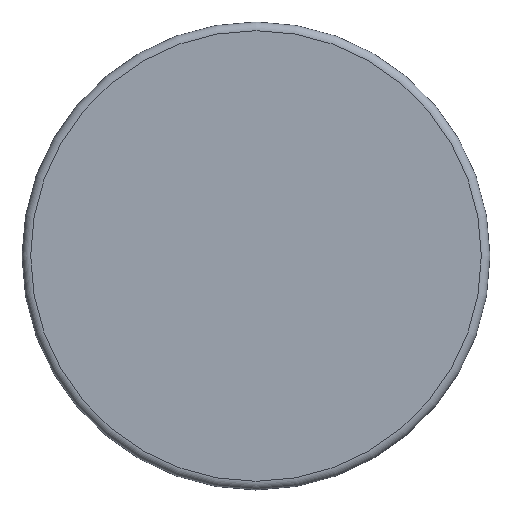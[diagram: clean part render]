
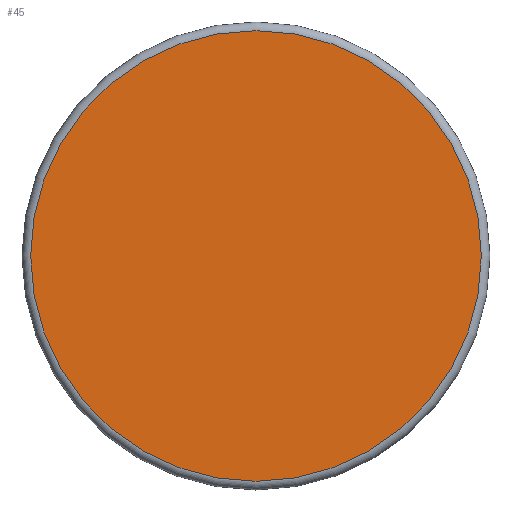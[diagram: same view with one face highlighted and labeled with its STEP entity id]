
A CAD part, top view. The second image highlights one B-rep face of the part: STEP entity #45.
In plain terms, the highlighted planar face has unit normal (0, 0, 1).
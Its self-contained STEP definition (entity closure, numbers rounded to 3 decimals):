
#45 = ADVANCED_FACE( '', ( #99 ), #100, .F. );
#99 = FACE_OUTER_BOUND( '', #172, .T. );
#100 = PLANE( '', #173 );
#172 = EDGE_LOOP( '', ( #243 ) );
#173 = AXIS2_PLACEMENT_3D( '', #244, #245, #246 );
#243 = ORIENTED_EDGE( '', *, *, #337, .T. );
#244 = CARTESIAN_POINT( '', ( 54., 0., 33. ) );
#245 = DIRECTION( '', ( 0., 0., -1. ) );
#246 = DIRECTION( '', ( -1., 0., 0. ) );
#337 = EDGE_CURVE( '', #373, #373, #374, .F. );
#373 = VERTEX_POINT( '', #422 );
#374 = CIRCLE( '', #423, 52. );
#422 = CARTESIAN_POINT( '', ( -52., 0., 33. ) );
#423 = AXIS2_PLACEMENT_3D( '', #471, #472, #473 );
#471 = CARTESIAN_POINT( '', ( 0., 0., 33. ) );
#472 = DIRECTION( '', ( 0., 0., -1. ) );
#473 = DIRECTION( '', ( -1., 0., 0. ) );
